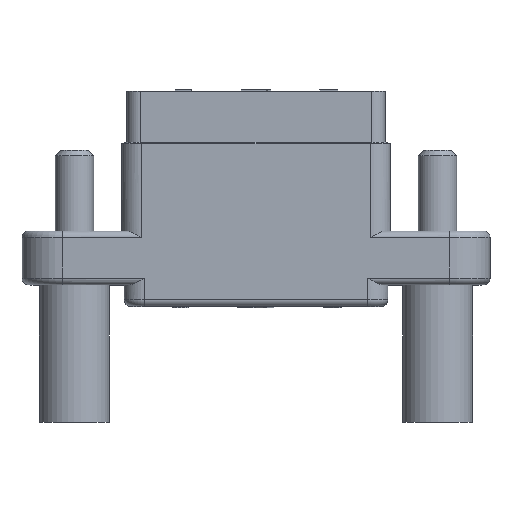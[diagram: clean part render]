
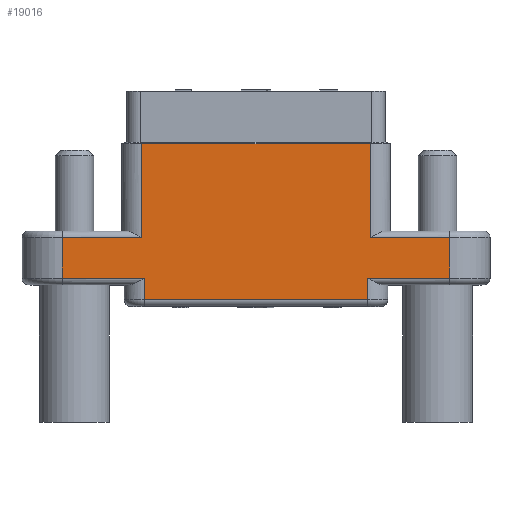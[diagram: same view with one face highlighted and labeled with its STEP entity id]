
A CAD part, top view. The second image highlights one B-rep face of the part: STEP entity #19016.
In plain terms, the highlighted planar face has unit normal (0, 0, 1).
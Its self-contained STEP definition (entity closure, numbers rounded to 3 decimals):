
#200=DIRECTION('',(-1.,0.,0.));
#201=VECTOR('',#200,6.1);
#202=CARTESIAN_POINT('',(-8.3,0.5,5.15));
#203=LINE('',#202,#201);
#315=DIRECTION('',(1.,0.,0.));
#316=VECTOR('',#315,5.9);
#317=CARTESIAN_POINT('',(-14.4,3.5,5.15));
#318=LINE('',#317,#316);
#339=DIRECTION('',(0.,-1.,0.));
#340=VECTOR('',#339,7.);
#341=CARTESIAN_POINT('',(-8.5,10.5,5.15));
#342=LINE('',#341,#340);
#375=DIRECTION('',(1.,0.,0.));
#376=VECTOR('',#375,17.);
#377=CARTESIAN_POINT('',(-8.5,10.5,5.15));
#378=LINE('',#377,#376);
#432=DIRECTION('',(0.,1.,0.));
#433=VECTOR('',#432,7.);
#434=CARTESIAN_POINT('',(8.5,3.5,5.15));
#435=LINE('',#434,#433);
#535=DIRECTION('',(-1.,0.,0.));
#536=VECTOR('',#535,6.1);
#537=CARTESIAN_POINT('',(14.4,0.5,5.15));
#538=LINE('',#537,#536);
#578=DIRECTION('',(0.,-1.,0.));
#579=VECTOR('',#578,3.);
#580=CARTESIAN_POINT('',(14.4,3.5,5.15));
#581=LINE('',#580,#579);
#627=DIRECTION('',(1.,0.,0.));
#628=VECTOR('',#627,5.9);
#629=CARTESIAN_POINT('',(8.5,3.5,5.15));
#630=LINE('',#629,#628);
#642=DIRECTION('',(0.,1.,0.));
#643=VECTOR('',#642,1.6);
#644=CARTESIAN_POINT('',(8.3,-1.1,5.15));
#645=LINE('',#644,#643);
#1487=DIRECTION('',(0.,-1.,0.));
#1488=VECTOR('',#1487,1.6);
#1489=CARTESIAN_POINT('',(-8.3,0.5,5.15));
#1490=LINE('',#1489,#1488);
#1499=DIRECTION('',(-1.,0.,0.));
#1500=VECTOR('',#1499,16.6);
#1501=CARTESIAN_POINT('',(8.3,-1.1,5.15));
#1502=LINE('',#1501,#1500);
#14747=DIRECTION('',(0.,-1.,0.));
#14748=VECTOR('',#14747,3.);
#14749=CARTESIAN_POINT('',(-14.4,3.5,5.15));
#14750=LINE('',#14749,#14748);
#15016=CARTESIAN_POINT('',(8.5,10.5,5.15));
#15018=VERTEX_POINT('',#15016);
#15032=CARTESIAN_POINT('',(-8.5,10.5,5.15));
#15033=VERTEX_POINT('',#15032);
#15336=CARTESIAN_POINT('',(-14.4,3.5,5.15));
#15337=CARTESIAN_POINT('',(-8.5,3.5,5.15));
#15338=VERTEX_POINT('',#15336);
#15339=VERTEX_POINT('',#15337);
#15378=CARTESIAN_POINT('',(14.4,3.5,5.15));
#15379=VERTEX_POINT('',#15378);
#15382=CARTESIAN_POINT('',(8.5,3.5,5.15));
#15383=VERTEX_POINT('',#15382);
#15384=CARTESIAN_POINT('',(14.4,0.5,5.15));
#15385=CARTESIAN_POINT('',(8.3,0.5,5.15));
#15386=VERTEX_POINT('',#15384);
#15387=VERTEX_POINT('',#15385);
#15426=CARTESIAN_POINT('',(-14.4,0.5,5.15));
#15427=VERTEX_POINT('',#15426);
#15428=CARTESIAN_POINT('',(-8.3,0.5,5.15));
#15429=VERTEX_POINT('',#15428);
#15444=CARTESIAN_POINT('',(8.3,-1.1,5.15));
#15445=VERTEX_POINT('',#15444);
#15448=CARTESIAN_POINT('',(-8.3,-1.1,5.15));
#15449=VERTEX_POINT('',#15448);
#18987=CARTESIAN_POINT('',(-17.4,0.,5.15));
#18988=DIRECTION('',(0.,0.,1.));
#18989=DIRECTION('',(1.,0.,0.));
#18990=AXIS2_PLACEMENT_3D('',#18987,#18988,#18989);
#18991=PLANE('',#18990);
#18992=ORIENTED_EDGE('',*,*,#18977,.T.);
#18994=ORIENTED_EDGE('',*,*,#18993,.F.);
#18996=ORIENTED_EDGE('',*,*,#18995,.T.);
#18998=ORIENTED_EDGE('',*,*,#18997,.F.);
#19000=ORIENTED_EDGE('',*,*,#18999,.T.);
#19002=ORIENTED_EDGE('',*,*,#19001,.T.);
#19004=ORIENTED_EDGE('',*,*,#19003,.T.);
#19006=ORIENTED_EDGE('',*,*,#19005,.F.);
#19008=ORIENTED_EDGE('',*,*,#19007,.T.);
#19010=ORIENTED_EDGE('',*,*,#19009,.F.);
#19011=ORIENTED_EDGE('',*,*,#18834,.T.);
#19013=ORIENTED_EDGE('',*,*,#19012,.F.);
#19014=EDGE_LOOP('',(#18992,#18994,#18996,#18998,#19000,#19002,#19004,#19006,
#19008,#19010,#19011,#19013));
#19015=FACE_OUTER_BOUND('',#19014,.F.);
#19016=ADVANCED_FACE('',(#19015),#18991,.T.);
#18834=EDGE_CURVE('',#15429,#15427,#203,.T.);
#18977=EDGE_CURVE('',#15338,#15339,#318,.T.);
#18993=EDGE_CURVE('',#15033,#15339,#342,.T.);
#18995=EDGE_CURVE('',#15033,#15018,#378,.T.);
#18997=EDGE_CURVE('',#15383,#15018,#435,.T.);
#18999=EDGE_CURVE('',#15383,#15379,#630,.T.);
#19001=EDGE_CURVE('',#15379,#15386,#581,.T.);
#19003=EDGE_CURVE('',#15386,#15387,#538,.T.);
#19005=EDGE_CURVE('',#15445,#15387,#645,.T.);
#19007=EDGE_CURVE('',#15445,#15449,#1502,.T.);
#19009=EDGE_CURVE('',#15429,#15449,#1490,.T.);
#19012=EDGE_CURVE('',#15338,#15427,#14750,.T.);
